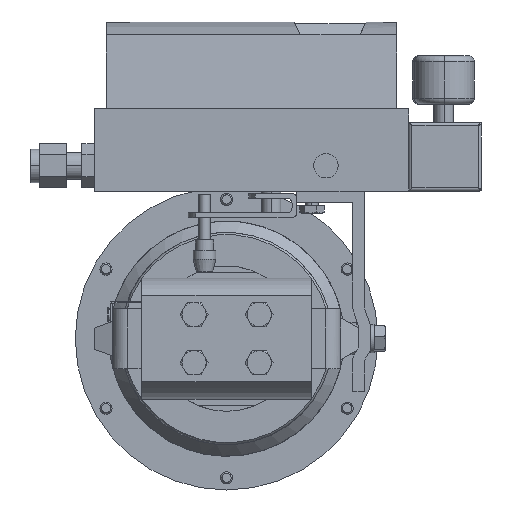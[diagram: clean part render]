
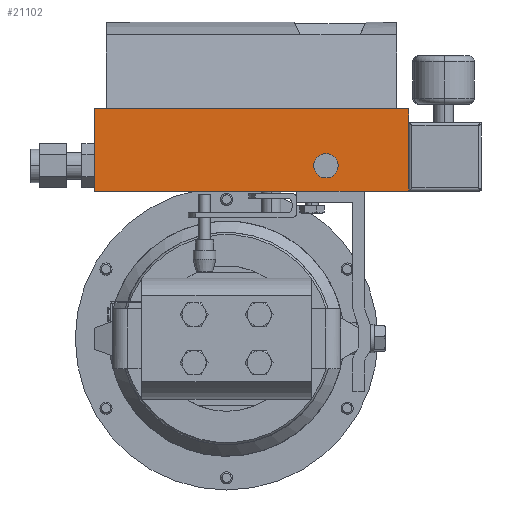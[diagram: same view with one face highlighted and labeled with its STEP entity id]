
A CAD part, front view. The second image highlights one B-rep face of the part: STEP entity #21102.
In plain terms, the highlighted planar face has unit normal (0, -1, 0).
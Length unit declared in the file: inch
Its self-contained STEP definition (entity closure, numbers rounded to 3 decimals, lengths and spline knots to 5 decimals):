
#888 = EDGE_CURVE ( 'NONE', #16902, #15856, #15700, .T. ) ;
#1043 = VERTEX_POINT ( 'NONE', #1105 ) ;
#1068 = DIRECTION ( 'NONE',  ( 0., 0., 1. ) ) ;
#1105 = CARTESIAN_POINT ( 'NONE',  ( -0.73652, 4.24856, 4.74881 ) ) ;
#1186 = CARTESIAN_POINT ( 'NONE',  ( 5.51348, 4.24856, 6.05485 ) ) ;
#1284 = EDGE_CURVE ( 'NONE', #16902, #29463, #17667, .T. ) ;
#2174 = VERTEX_POINT ( 'NONE', #29199 ) ;
#2330 = DIRECTION ( 'NONE',  ( 0., 0., 1. ) ) ;
#2590 = CIRCLE ( 'NONE', #19258, 0.25157 ) ;
#3388 = CARTESIAN_POINT ( 'NONE',  ( 5.51348, 4.24856, 3.04884 ) ) ;
#3636 = EDGE_CURVE ( 'NONE', #4110, #18707, #2590, .T. ) ;
#3979 = ORIENTED_EDGE ( 'NONE', *, *, #23251, .T. ) ;
#4110 = VERTEX_POINT ( 'NONE', #25650 ) ;
#5013 = LINE ( 'NONE', #19521, #5042 ) ;
#5042 = VECTOR ( 'NONE', #22785, 39.37008 ) ;
#5220 = AXIS2_PLACEMENT_3D ( 'NONE', #16788, #18361, #8261 ) ;
#5594 = CARTESIAN_POINT ( 'NONE',  ( 3.80174, 4.24856, 3.56992 ) ) ;
#5663 = DIRECTION ( 'NONE',  ( 0., -1., 0. ) ) ;
#5709 = DIRECTION ( 'NONE',  ( 0., 0., -1. ) ) ;
#5998 = ORIENTED_EDGE ( 'NONE', *, *, #23370, .F. ) ;
#6459 = EDGE_CURVE ( 'NONE', #18707, #4110, #32399, .T. ) ;
#6599 = AXIS2_PLACEMENT_3D ( 'NONE', #27260, #27111, #27178 ) ;
#6728 = CARTESIAN_POINT ( 'NONE',  ( 5.51348, 4.24856, 4.46625 ) ) ;
#6803 = ORIENTED_EDGE ( 'NONE', *, *, #6459, .F. ) ;
#8261 = DIRECTION ( 'NONE',  ( 0., 0., -1. ) ) ;
#8707 = VECTOR ( 'NONE', #31451, 39.37008 ) ;
#8721 = LINE ( 'NONE', #15091, #18951 ) ;
#8751 = VERTEX_POINT ( 'NONE', #3388 ) ;
#8849 = ORIENTED_EDGE ( 'NONE', *, *, #19552, .T. ) ;
#8978 = EDGE_LOOP ( 'NONE', ( #11063, #6803 ) ) ;
#9323 = DIRECTION ( 'NONE',  ( 1., 0., 0. ) ) ;
#9428 = CARTESIAN_POINT ( 'NONE',  ( -0.73652, 4.24856, 4.74881 ) ) ;
#9457 = EDGE_CURVE ( 'NONE', #21339, #20950, #9816, .T. ) ;
#9816 = LINE ( 'NONE', #29231, #8707 ) ;
#10728 = VECTOR ( 'NONE', #11648, 39.37008 ) ;
#11063 = ORIENTED_EDGE ( 'NONE', *, *, #3636, .F. ) ;
#11232 = DIRECTION ( 'NONE',  ( 1., 0., 0. ) ) ;
#11441 = CARTESIAN_POINT ( 'NONE',  ( 5.26348, 4.24856, 3.04884 ) ) ;
#11483 = LINE ( 'NONE', #11587, #10728 ) ;
#11558 = CARTESIAN_POINT ( 'NONE',  ( 3.19348, 4.24856, 3.04884 ) ) ;
#11587 = CARTESIAN_POINT ( 'NONE',  ( 5.26348, 4.24856, 3.04884 ) ) ;
#11648 = DIRECTION ( 'NONE',  ( 1., 0., 0. ) ) ;
#12971 = CARTESIAN_POINT ( 'NONE',  ( 5.26348, 4.24856, 4.74881 ) ) ;
#13473 = LINE ( 'NONE', #9428, #17423 ) ;
#14087 = CARTESIAN_POINT ( 'NONE',  ( 5.26348, 4.24856, 3.04884 ) ) ;
#14168 = ORIENTED_EDGE ( 'NONE', *, *, #9457, .F. ) ;
#14373 = ORIENTED_EDGE ( 'NONE', *, *, #22897, .F. ) ;
#15091 = CARTESIAN_POINT ( 'NONE',  ( -0.98652, 4.24856, 4.74881 ) ) ;
#15474 = ORIENTED_EDGE ( 'NONE', *, *, #25013, .T. ) ;
#15686 = DIRECTION ( 'NONE',  ( 1., 0., 0. ) ) ;
#15700 = LINE ( 'NONE', #14087, #16013 ) ;
#15856 = VERTEX_POINT ( 'NONE', #11558 ) ;
#16013 = VECTOR ( 'NONE', #26670, 39.37008 ) ;
#16788 = CARTESIAN_POINT ( 'NONE',  ( 5.26348, 4.24856, 3.04884 ) ) ;
#16902 = VERTEX_POINT ( 'NONE', #20364 ) ;
#17423 = VECTOR ( 'NONE', #9323, 39.37008 ) ;
#17592 = CARTESIAN_POINT ( 'NONE',  ( -0.98652, 4.24856, 3.04884 ) ) ;
#17667 = LINE ( 'NONE', #17592, #17918 ) ;
#17918 = VECTOR ( 'NONE', #2330, 39.37008 ) ;
#18216 = EDGE_CURVE ( 'NONE', #8751, #31970, #21586, .T. ) ;
#18361 = DIRECTION ( 'NONE',  ( 0., 1., 0. ) ) ;
#18707 = VERTEX_POINT ( 'NONE', #31253 ) ;
#18946 = ORIENTED_EDGE ( 'NONE', *, *, #18216, .T. ) ;
#18951 = VECTOR ( 'NONE', #15686, 39.37008 ) ;
#19052 = FACE_BOUND ( 'NONE', #8978, .T. ) ;
#19258 = AXIS2_PLACEMENT_3D ( 'NONE', #5594, #5663, #5709 ) ;
#19456 = CARTESIAN_POINT ( 'NONE',  ( 5.51348, 4.24856, 4.74881 ) ) ;
#19521 = CARTESIAN_POINT ( 'NONE',  ( 5.51348, 4.24856, 3.04884 ) ) ;
#19552 = EDGE_CURVE ( 'NONE', #31970, #20950, #5013, .T. ) ;
#19709 = PLANE ( 'NONE',  #5220 ) ;
#20364 = CARTESIAN_POINT ( 'NONE',  ( -0.98652, 4.24856, 3.04884 ) ) ;
#20652 = EDGE_LOOP ( 'NONE', ( #18946, #8849, #14168, #5998, #14373, #21851, #24889, #15474, #3979 ) ) ;
#20950 = VERTEX_POINT ( 'NONE', #19456 ) ;
#21102 = ADVANCED_FACE ( 'NONE', ( #23759, #19052 ), #19709, .F. ) ;
#21339 = VERTEX_POINT ( 'NONE', #12971 ) ;
#21586 = LINE ( 'NONE', #1186, #21621 ) ;
#21621 = VECTOR ( 'NONE', #1068, 39.37008 ) ;
#21851 = ORIENTED_EDGE ( 'NONE', *, *, #1284, .F. ) ;
#22785 = DIRECTION ( 'NONE',  ( 0., 0., 1. ) ) ;
#22897 = EDGE_CURVE ( 'NONE', #29463, #1043, #8721, .T. ) ;
#23251 = EDGE_CURVE ( 'NONE', #2174, #8751, #11483, .T. ) ;
#23370 = EDGE_CURVE ( 'NONE', #1043, #21339, #13473, .T. ) ;
#23759 = FACE_OUTER_BOUND ( 'NONE', #20652, .T. ) ;
#24889 = ORIENTED_EDGE ( 'NONE', *, *, #888, .T. ) ;
#25013 = EDGE_CURVE ( 'NONE', #15856, #2174, #26156, .T. ) ;
#25395 = VECTOR ( 'NONE', #11232, 39.37008 ) ;
#25650 = CARTESIAN_POINT ( 'NONE',  ( 3.80174, 4.24856, 3.31835 ) ) ;
#26156 = LINE ( 'NONE', #11441, #25395 ) ;
#26670 = DIRECTION ( 'NONE',  ( 1., 0., 0. ) ) ;
#27111 = DIRECTION ( 'NONE',  ( 0., -1., 0. ) ) ;
#27178 = DIRECTION ( 'NONE',  ( 0., 0., -1. ) ) ;
#27260 = CARTESIAN_POINT ( 'NONE',  ( 3.80174, 4.24856, 3.56992 ) ) ;
#27830 = CARTESIAN_POINT ( 'NONE',  ( -0.98652, 4.24856, 4.74881 ) ) ;
#29199 = CARTESIAN_POINT ( 'NONE',  ( 4.59348, 4.24856, 3.04884 ) ) ;
#29231 = CARTESIAN_POINT ( 'NONE',  ( 5.26348, 4.24856, 4.74881 ) ) ;
#29463 = VERTEX_POINT ( 'NONE', #27830 ) ;
#31253 = CARTESIAN_POINT ( 'NONE',  ( 3.80174, 4.24856, 3.82149 ) ) ;
#31451 = DIRECTION ( 'NONE',  ( 1., 0., 0. ) ) ;
#31970 = VERTEX_POINT ( 'NONE', #6728 ) ;
#32399 = CIRCLE ( 'NONE', #6599, 0.25157 ) ;
